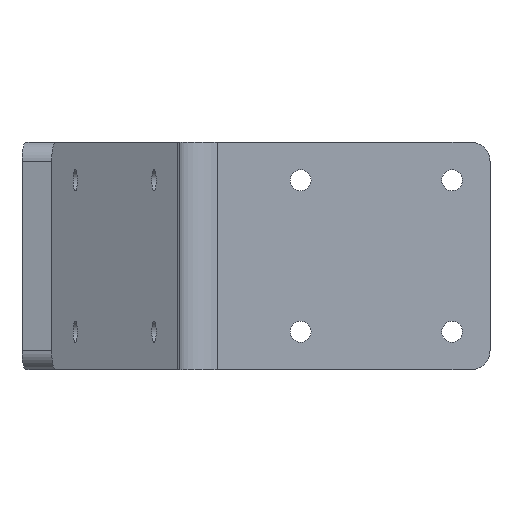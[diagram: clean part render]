
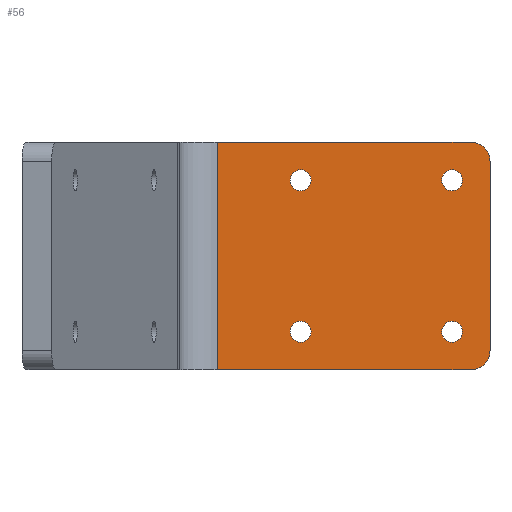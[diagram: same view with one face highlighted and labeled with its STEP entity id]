
A CAD part, front view. The second image highlights one B-rep face of the part: STEP entity #56.
In plain terms, the highlighted planar face has unit normal (0, -1, 0).
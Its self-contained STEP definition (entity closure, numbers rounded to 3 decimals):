
#56=ADVANCED_FACE('',(#101,#102,#103,#104,#105),#106,.F.);
#101=FACE_BOUND('',#202,.T.);
#102=FACE_BOUND('',#203,.T.);
#103=FACE_BOUND('',#204,.T.);
#104=FACE_BOUND('',#205,.T.);
#105=FACE_OUTER_BOUND('',#206,.T.);
#106=PLANE('',#207);
#202=EDGE_LOOP('',(#346));
#203=EDGE_LOOP('',(#347));
#204=EDGE_LOOP('',(#348));
#205=EDGE_LOOP('',(#349));
#206=EDGE_LOOP('',(#350,#351,#352,#353,#354,#355));
#207=AXIS2_PLACEMENT_3D('',#356,#357,#358);
#346=ORIENTED_EDGE('',*,*,#573,.T.);
#347=ORIENTED_EDGE('',*,*,#574,.T.);
#348=ORIENTED_EDGE('',*,*,#575,.T.);
#349=ORIENTED_EDGE('',*,*,#576,.T.);
#350=ORIENTED_EDGE('',*,*,#571,.F.);
#351=ORIENTED_EDGE('',*,*,#577,.T.);
#352=ORIENTED_EDGE('',*,*,#548,.F.);
#353=ORIENTED_EDGE('',*,*,#578,.F.);
#354=ORIENTED_EDGE('',*,*,#538,.F.);
#355=ORIENTED_EDGE('',*,*,#579,.T.);
#356=CARTESIAN_POINT('',(-33.846,-8.0,0.));
#357=DIRECTION('',(-0.0,1.0,0.0));
#358=DIRECTION('',(1.0,0.0,0.0));
#538=EDGE_CURVE('',#611,#613,#614,.T.);
#548=EDGE_CURVE('',#632,#633,#634,.T.);
#571=EDGE_CURVE('',#672,#674,#675,.T.);
#573=EDGE_CURVE('',#677,#677,#678,.T.);
#574=EDGE_CURVE('',#679,#679,#680,.T.);
#575=EDGE_CURVE('',#681,#681,#682,.T.);
#576=EDGE_CURVE('',#683,#683,#684,.T.);
#577=EDGE_CURVE('',#672,#633,#685,.F.);
#578=EDGE_CURVE('',#613,#632,#686,.T.);
#579=EDGE_CURVE('',#611,#674,#687,.F.);
#611=VERTEX_POINT('',#740);
#613=VERTEX_POINT('',#743);
#614=LINE('',#744,#745);
#632=VERTEX_POINT('',#768);
#633=VERTEX_POINT('',#769);
#634=LINE('',#770,#771);
#672=VERTEX_POINT('',#820);
#674=VERTEX_POINT('',#823);
#675=LINE('',#824,#825);
#677=VERTEX_POINT('',#828);
#678=CIRCLE('',#829,2.75);
#679=VERTEX_POINT('',#830);
#680=CIRCLE('',#831,2.75);
#681=VERTEX_POINT('',#832);
#682=CIRCLE('',#833,2.75);
#683=VERTEX_POINT('',#834);
#684=CIRCLE('',#835,2.75);
#685=CIRCLE('',#836,5.0);
#686=LINE('',#837,#838);
#687=CIRCLE('',#839,5.0);
#740=CARTESIAN_POINT('',(51.154,-8.0,0.));
#743=CARTESIAN_POINT('',(-15.846,-8.0,0.));
#744=CARTESIAN_POINT('',(56.154,-8.0,0.));
#745=VECTOR('',#898,1000.0);
#768=CARTESIAN_POINT('',(-15.846,-8.0,60.0));
#769=CARTESIAN_POINT('',(51.154,-8.0,60.0));
#770=CARTESIAN_POINT('',(-33.846,-8.0,60.0));
#771=VECTOR('',#916,1000.0);
#820=CARTESIAN_POINT('',(56.154,-8.0,55.0));
#823=CARTESIAN_POINT('',(56.154,-8.0,5.0));
#824=CARTESIAN_POINT('',(56.154,-8.0,60.0));
#825=VECTOR('',#959,1000.0);
#828=CARTESIAN_POINT('',(46.154,-8.0,12.75));
#829=AXIS2_PLACEMENT_3D('',#961,#962,#963);
#830=CARTESIAN_POINT('',(6.154,-8.0,12.75));
#831=AXIS2_PLACEMENT_3D('',#964,#965,#966);
#832=CARTESIAN_POINT('',(6.154,-8.0,52.75));
#833=AXIS2_PLACEMENT_3D('',#967,#968,#969);
#834=CARTESIAN_POINT('',(46.154,-8.0,52.75));
#835=AXIS2_PLACEMENT_3D('',#970,#971,#972);
#836=AXIS2_PLACEMENT_3D('',#973,#974,#975);
#837=CARTESIAN_POINT('',(-15.846,-8.0,0.));
#838=VECTOR('',#976,1000.0);
#839=AXIS2_PLACEMENT_3D('',#977,#978,#979);
#898=DIRECTION('',(-1.0,0.0,0.));
#916=DIRECTION('',(1.0,0.0,0.0));
#959=DIRECTION('',(0.,0.0,-1.0));
#961=CARTESIAN_POINT('',(46.154,-8.0,10.));
#962=DIRECTION('',(0.0,1.0,0.0));
#963=DIRECTION('',(0.0,0.0,1.0));
#964=CARTESIAN_POINT('',(6.154,-8.0,10.));
#965=DIRECTION('',(0.0,1.0,0.0));
#966=DIRECTION('',(0.0,0.0,1.0));
#967=CARTESIAN_POINT('',(6.154,-8.0,50.0));
#968=DIRECTION('',(0.0,1.0,0.0));
#969=DIRECTION('',(0.0,0.0,1.0));
#970=CARTESIAN_POINT('',(46.154,-8.0,50.0));
#971=DIRECTION('',(0.0,1.0,0.0));
#972=DIRECTION('',(0.0,0.0,1.0));
#973=CARTESIAN_POINT('',(51.154,-8.0,55.0));
#974=DIRECTION('',(0.0,1.0,0.0));
#975=DIRECTION('',(0.0,0.0,1.0));
#976=DIRECTION('',(0.0,0.0,1.0));
#977=CARTESIAN_POINT('',(51.154,-8.0,5.0));
#978=DIRECTION('',(0.0,1.0,0.0));
#979=DIRECTION('',(0.0,0.0,1.0));
